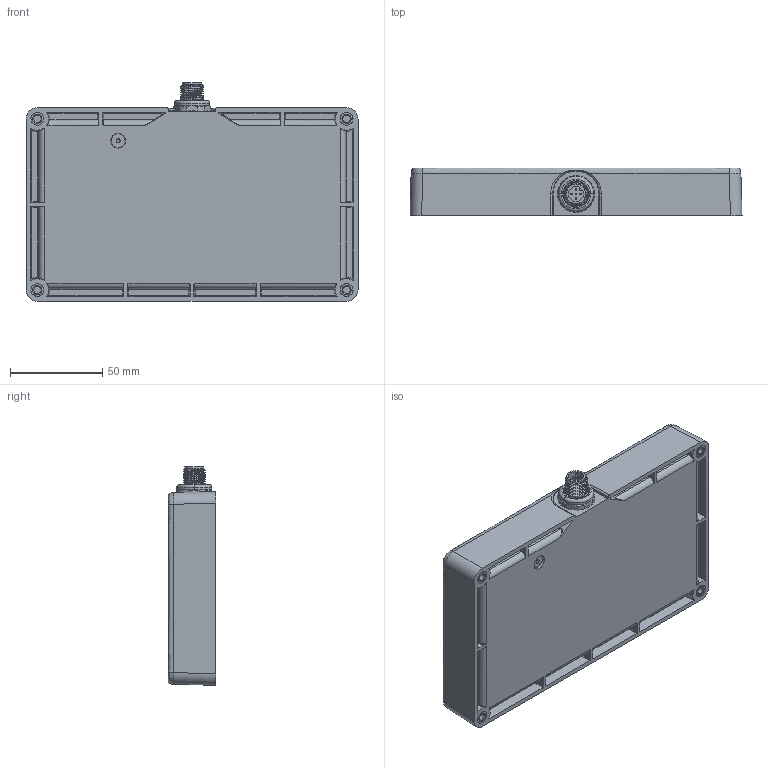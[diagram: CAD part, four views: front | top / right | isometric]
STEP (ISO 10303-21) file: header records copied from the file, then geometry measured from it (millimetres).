
FILE_DESCRIPTION((''),'2;1');
FILE_NAME('148461_SW','2011-01-13T',('banengservice'),('BANNER ENGINEERING'),'PRO/ENGINEER BY PARAMETRIC TECHNOLOGY CORPORATION, 2009141','PRO/ENGINEER BY PARAMETRIC TECHNOLOGY CORPORATION, 2009141','');
FILE_SCHEMA(('CONFIG_CONTROL_DESIGN'));
Length unit declared in the file: inch
Products named in the file (1): 148461_SW
Bounding box: 180.1 x 25.77 x 118.6 mm (x, y, z)
Volume: 169410.8 mm3; surface area: 120109.2 mm2
Topology: 1 solids, 2 shells, 786 faces, 1883 edges, 1167 vertices
Faces by surface type: cylinder 233, plane 224, bspline 146, cone 121, sphere 35, torus 27
Entity records: 37988 total; most frequent: CARTESIAN_POINT 20833, ORIENTED_EDGE 3766, DIRECTION 3267, EDGE_CURVE 1883, AXIS2_PLACEMENT_3D 1297, VERTEX_POINT 1167, EDGE_LOOP 862, FACE_OUTER_BOUND 786
